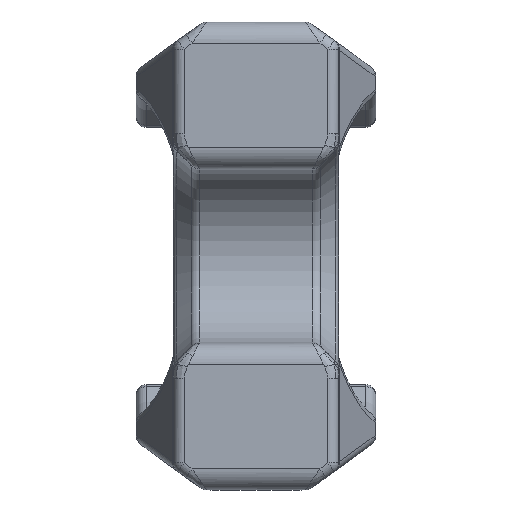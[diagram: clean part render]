
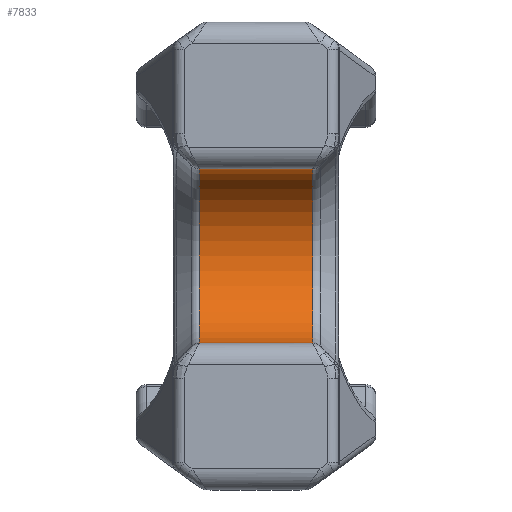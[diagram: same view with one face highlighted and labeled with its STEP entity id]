
A CAD part, left-side view. The second image highlights one B-rep face of the part: STEP entity #7833.
In plain terms, the highlighted cylindrical face has radius 4.1 mm (diameter 8.2 mm), a partial arc.
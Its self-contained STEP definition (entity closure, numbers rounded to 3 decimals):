
#1110=FACE_OUTER_BOUND('',#1584,.T.);
#1584=EDGE_LOOP('',(#7163,#7164,#7165,#7166));
#1866=CIRCLE('',#8382,4.1);
#1972=CIRCLE('',#8584,4.1);
#2483=LINE('',#21139,#2851);
#2488=LINE('',#21149,#2856);
#2851=VECTOR('',#10728,10.);
#2856=VECTOR('',#10743,10.);
#3449=VERTEX_POINT('',#19397);
#3451=VERTEX_POINT('',#19403);
#3581=VERTEX_POINT('',#20659);
#3583=VERTEX_POINT('',#20665);
#4485=EDGE_CURVE('',#3451,#3449,#1866,.T.);
#4705=EDGE_CURVE('',#3583,#3581,#1972,.T.);
#4805=EDGE_CURVE('',#3449,#3583,#2483,.T.);
#4810=EDGE_CURVE('',#3451,#3581,#2488,.T.);
#7163=ORIENTED_EDGE('',*,*,#4705,.F.);
#7164=ORIENTED_EDGE('',*,*,#4805,.F.);
#7165=ORIENTED_EDGE('',*,*,#4485,.F.);
#7166=ORIENTED_EDGE('',*,*,#4810,.T.);
#7374=CYLINDRICAL_SURFACE('',#8693,4.1);
#7833=ADVANCED_FACE('',(#1110),#7374,.F.);
#8382=AXIS2_PLACEMENT_3D('',#19405,#10014,#10015);
#8584=AXIS2_PLACEMENT_3D('',#20667,#10474,#10475);
#8693=AXIS2_PLACEMENT_3D('',#21148,#10741,#10742);
#10014=DIRECTION('center_axis',(0.,-1.,0.));
#10015=DIRECTION('ref_axis',(1.,0.,0.));
#10474=DIRECTION('center_axis',(0.,1.,0.));
#10475=DIRECTION('ref_axis',(1.,0.,0.));
#10728=DIRECTION('',(0.,-1.,0.));
#10741=DIRECTION('center_axis',(0.,1.,0.));
#10742=DIRECTION('ref_axis',(0.,0.,1.));
#10743=DIRECTION('',(0.,-1.,0.));
#19397=CARTESIAN_POINT('',(-17.865,2.673,4.1));
#19403=CARTESIAN_POINT('',(-17.865,2.673,-4.1));
#19405=CARTESIAN_POINT('Origin',(-17.865,2.673,0.));
#20659=CARTESIAN_POINT('',(-17.865,-2.673,-4.1));
#20665=CARTESIAN_POINT('',(-17.865,-2.673,4.1));
#20667=CARTESIAN_POINT('Origin',(-17.865,-2.673,0.));
#21139=CARTESIAN_POINT('',(-17.865,0.,4.1));
#21148=CARTESIAN_POINT('Origin',(-17.865,0.,0.));
#21149=CARTESIAN_POINT('',(-17.865,0.,-4.1));
